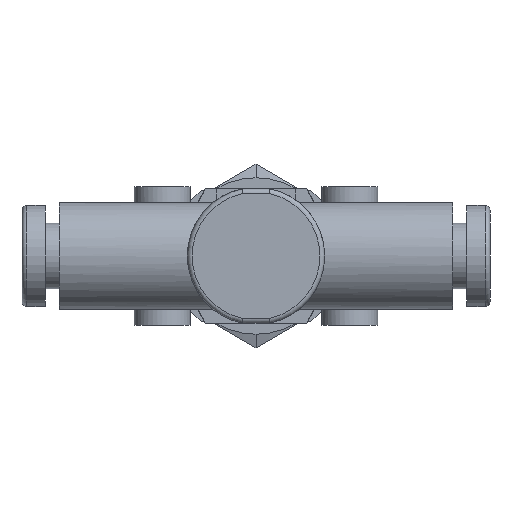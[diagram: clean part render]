
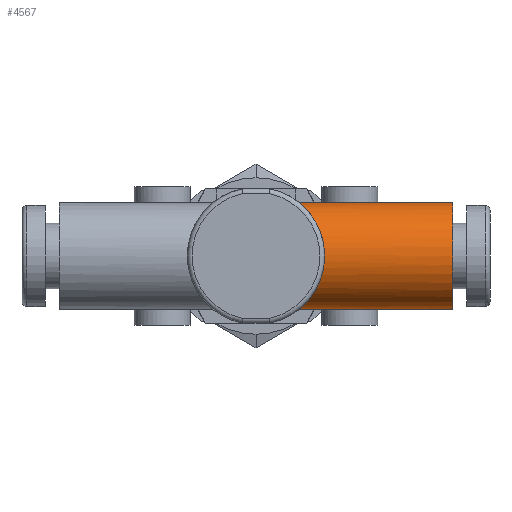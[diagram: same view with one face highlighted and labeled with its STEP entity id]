
A CAD part, front view. The second image highlights one B-rep face of the part: STEP entity #4567.
In plain terms, the highlighted cylindrical face has radius 5.7 mm (diameter 11.4 mm), a partial arc.
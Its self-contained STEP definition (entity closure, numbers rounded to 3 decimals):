
#51 = CYLINDRICAL_SURFACE ( 'NONE', #2192, 5.7 ) ;
#124 = EDGE_CURVE ( 'NONE', #5273, #4914, #6206, .T. ) ;
#144 = CARTESIAN_POINT ( 'NONE',  ( 4.601, 0., -5.7 ) ) ;
#320 = CARTESIAN_POINT ( 'NONE',  ( 5.424, -2.884, -4.93 ) ) ;
#338 = CARTESIAN_POINT ( 'NONE',  ( 7.287, -5.65, 0.775 ) ) ;
#363 = CARTESIAN_POINT ( 'NONE',  ( 4.971, -1.89, 5.381 ) ) ;
#795 = CARTESIAN_POINT ( 'NONE',  ( 5.929, -3.744, -4.312 ) ) ;
#824 = CARTESIAN_POINT ( 'NONE',  ( 7.171, -5.501, 1.544 ) ) ;
#843 = CARTESIAN_POINT ( 'NONE',  ( 4.79, -1.347, 5.542 ) ) ;
#851 = DIRECTION ( 'NONE',  ( 0., 0., 1. ) ) ;
#855 = DIRECTION ( 'NONE',  ( 1., 0., 0. ) ) ;
#1270 = CARTESIAN_POINT ( 'NONE',  ( 4.652, -0.784, -5.659 ) ) ;
#1298 = CARTESIAN_POINT ( 'NONE',  ( 6.424, -4.486, -3.535 ) ) ;
#1319 = CARTESIAN_POINT ( 'NONE',  ( 6.856, -5.084, 2.605 ) ) ;
#1344 = CARTESIAN_POINT ( 'NONE',  ( 4.601, -0.399, 5.7 ) ) ;
#1393 = CARTESIAN_POINT ( 'NONE',  ( 21., 0., -5.7 ) ) ;
#1544 = EDGE_LOOP ( 'NONE', ( #2309, #6254, #4113, #2949 ) ) ;
#1766 = CARTESIAN_POINT ( 'NONE',  ( 4.601, 0., -5.7 ) ) ;
#1774 = CARTESIAN_POINT ( 'NONE',  ( 21., 0., 5.7 ) ) ;
#1788 = CARTESIAN_POINT ( 'NONE',  ( 6.852, -5.078, -2.616 ) ) ;
#1808 = CARTESIAN_POINT ( 'NONE',  ( 6.427, -4.49, 3.531 ) ) ;
#1986 = AXIS2_PLACEMENT_3D ( 'NONE', #3803, #855, #4300 ) ;
#2192 = AXIS2_PLACEMENT_3D ( 'NONE', #4297, #3800, #851 ) ;
#2207 = CIRCLE ( 'NONE', #1986, 5.7 ) ;
#2288 = CARTESIAN_POINT ( 'NONE',  ( 7.168, -5.498, -1.554 ) ) ;
#2309 = ORIENTED_EDGE ( 'NONE', *, *, #4617, .F. ) ;
#2310 = CARTESIAN_POINT ( 'NONE',  ( 5.931, -3.748, 4.309 ) ) ;
#2401 = EDGE_CURVE ( 'NONE', #4150, #6393, #2207, .T. ) ;
#2502 = LINE ( 'NONE', #1393, #3813 ) ;
#2782 = CARTESIAN_POINT ( 'NONE',  ( 7.325, -5.7, -0.398 ) ) ;
#2805 = CARTESIAN_POINT ( 'NONE',  ( 5.423, -2.882, 4.931 ) ) ;
#2949 = ORIENTED_EDGE ( 'NONE', *, *, #124, .F. ) ;
#3004 = CARTESIAN_POINT ( 'NONE',  ( 21., 0., -5.7 ) ) ;
#3020 = VECTOR ( 'NONE', #5069, 1000. ) ;
#3268 = CARTESIAN_POINT ( 'NONE',  ( 7.317, -5.69, 0.385 ) ) ;
#3292 = CARTESIAN_POINT ( 'NONE',  ( 5.039, -2.062, 5.317 ) ) ;
#3747 = CARTESIAN_POINT ( 'NONE',  ( 5.758, -3.472, -4.535 ) ) ;
#3772 = CARTESIAN_POINT ( 'NONE',  ( 7.263, -5.62, 0.971 ) ) ;
#3793 = CARTESIAN_POINT ( 'NONE',  ( 4.846, -1.532, 5.493 ) ) ;
#3800 = DIRECTION ( 'NONE',  ( -1., 0., 0. ) ) ;
#3803 = CARTESIAN_POINT ( 'NONE',  ( 21., 0., 0. ) ) ;
#3813 = VECTOR ( 'NONE', #4334, 1000. ) ;
#3966 = FACE_OUTER_BOUND ( 'NONE', #1544, .T. ) ;
#4113 = ORIENTED_EDGE ( 'NONE', *, *, #5639, .T. ) ;
#4150 = VERTEX_POINT ( 'NONE', #1774 ) ;
#4243 = CARTESIAN_POINT ( 'NONE',  ( 6.261, -4.251, -3.814 ) ) ;
#4261 = CARTESIAN_POINT ( 'NONE',  ( 7.082, -5.385, 1.908 ) ) ;
#4288 = CARTESIAN_POINT ( 'NONE',  ( 4.653, -0.785, 5.659 ) ) ;
#4297 = CARTESIAN_POINT ( 'NONE',  ( 21., 0., 0. ) ) ;
#4300 = DIRECTION ( 'NONE',  ( 0., 0., -1. ) ) ;
#4333 = LINE ( 'NONE', #5128, #3020 ) ;
#4334 = DIRECTION ( 'NONE',  ( -1., 0., 0. ) ) ;
#4567 = ADVANCED_FACE ( 'NONE', ( #3966 ), #51, .T. ) ;
#4617 = EDGE_CURVE ( 'NONE', #6393, #5273, #2502, .T. ) ;
#4729 = CARTESIAN_POINT ( 'NONE',  ( 4.601, -0.397, -5.7 ) ) ;
#4734 = CARTESIAN_POINT ( 'NONE',  ( 4.966, -1.894, -5.388 ) ) ;
#4751 = CARTESIAN_POINT ( 'NONE',  ( 6.718, -4.898, -2.938 ) ) ;
#4783 = CARTESIAN_POINT ( 'NONE',  ( 6.722, -4.903, 2.93 ) ) ;
#4803 = CARTESIAN_POINT ( 'NONE',  ( 4.601, 0., 5.7 ) ) ;
#4819 = CARTESIAN_POINT ( 'NONE',  ( 4.601, 0., 5.7 ) ) ;
#4914 = VERTEX_POINT ( 'NONE', #4819 ) ;
#5069 = DIRECTION ( 'NONE',  ( -1., 0., 0. ) ) ;
#5128 = CARTESIAN_POINT ( 'NONE',  ( 21., 0., 5.7 ) ) ;
#5238 = CARTESIAN_POINT ( 'NONE',  ( 4.838, -1.54, -5.502 ) ) ;
#5261 = CARTESIAN_POINT ( 'NONE',  ( 7.078, -5.38, -1.92 ) ) ;
#5273 = VERTEX_POINT ( 'NONE', #144 ) ;
#5278 = CARTESIAN_POINT ( 'NONE',  ( 6.264, -4.255, 3.809 ) ) ;
#5639 = EDGE_CURVE ( 'NONE', #4150, #4914, #4333, .T. ) ;
#5745 = CARTESIAN_POINT ( 'NONE',  ( 7.292, -5.657, -0.796 ) ) ;
#5775 = CARTESIAN_POINT ( 'NONE',  ( 5.76, -3.474, 4.533 ) ) ;
#6206 = B_SPLINE_CURVE_WITH_KNOTS ( 'NONE', 3,
 ( #1766, #4729, #1270, #5238, #4734, #6253, #320, #3747, #795, #4243, #1298, #4751, #1788, #5261, #2288, #5745, #2782, #6242, #3268, #338, #3772, #824, #4261, #1319, #4783, #1808, #5278, #2310, #5775, #2805, #6259, #3292, #363, #3793, #843, #4288, #1344, #4803 ),
 .UNSPECIFIED., .F., .F.,
 ( 4, 2, 2, 2, 2, 2, 2, 2, 2, 2, 2, 2, 2, 2, 2, 2, 2, 2, 4 ),
 ( 0.019, 0.02, 0.021, 0.022, 0.023, 0.025, 0.026, 0.027, 0.028, 0.029, 0.029, 0.03, 0.032, 0.033, 0.034, 0.035, 0.036, 0.036, 0.037 ),
 .UNSPECIFIED. ) ;
#6242 = CARTESIAN_POINT ( 'NONE',  ( 7.325, -5.7, 0.19 ) ) ;
#6253 = CARTESIAN_POINT ( 'NONE',  ( 5.259, -2.565, -5.103 ) ) ;
#6254 = ORIENTED_EDGE ( 'NONE', *, *, #2401, .F. ) ;
#6259 = CARTESIAN_POINT ( 'NONE',  ( 5.258, -2.565, 5.103 ) ) ;
#6393 = VERTEX_POINT ( 'NONE', #3004 ) ;
